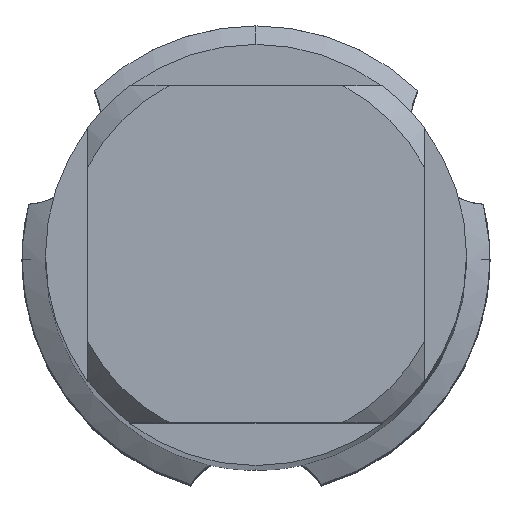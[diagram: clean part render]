
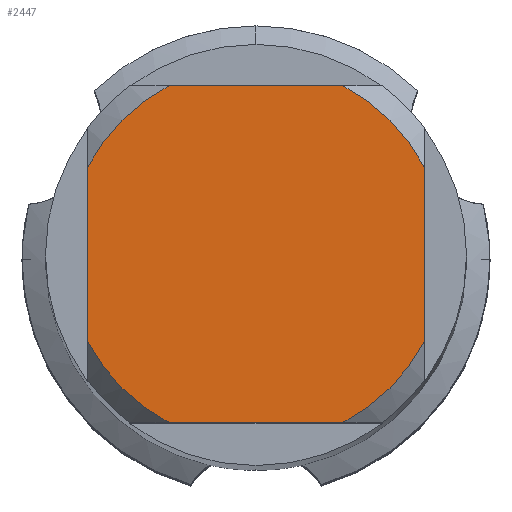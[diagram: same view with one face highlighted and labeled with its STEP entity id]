
A CAD part, top view. The second image highlights one B-rep face of the part: STEP entity #2447.
In plain terms, the highlighted planar face has unit normal (0, 0, 1).
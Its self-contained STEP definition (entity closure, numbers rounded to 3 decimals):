
#2397=VERTEX_POINT('',#6751);
#2447=ADVANCED_FACE('',(#6807),#6808,.T.);
#2541=VERTEX_POINT('',#6907);
#2897=EDGE_CURVE('',#6031,#4183,#7305,.T.);
#3507=EDGE_CURVE('',#5539,#2397,#7960,.T.);
#3539=VERTEX_POINT('',#7993);
#3671=VERTEX_POINT('',#8137);
#4087=EDGE_CURVE('',#2541,#4183,#8596,.T.);
#4183=VERTEX_POINT('',#8697);
#4765=EDGE_CURVE('',#6031,#3671,#9340,.T.);
#4947=EDGE_CURVE('',#5539,#3671,#9529,.T.);
#5045=EDGE_CURVE('',#5943,#2397,#9634,.T.);
#5539=VERTEX_POINT('',#10184);
#5637=EDGE_CURVE('',#5943,#3539,#10291,.T.);
#5943=VERTEX_POINT('',#10617);
#6031=VERTEX_POINT('',#10714);
#6463=EDGE_CURVE('',#2541,#3539,#11187,.T.);
#6751=CARTESIAN_POINT('',(-4.0,-2.062,0.0));
#6807=FACE_OUTER_BOUND('',#11997,.T.);
#6808=PLANE('',#11998);
#6907=CARTESIAN_POINT('',(2.062,4.0,0.0));
#7305=LINE('',#13138,#13139);
#7960=CIRCLE('',#14960,4.5);
#7993=CARTESIAN_POINT('',(-2.062,4.0,0.0));
#8137=CARTESIAN_POINT('',(2.062,-4.0,0.0));
#8596=CIRCLE('',#16839,4.5);
#8697=CARTESIAN_POINT('',(4.0,2.062,0.0));
#9340=CIRCLE('',#19021,4.5);
#9529=LINE('',#19594,#19595);
#9634=LINE('',#19904,#19905);
#10184=CARTESIAN_POINT('',(-2.062,-4.0,0.0));
#10291=CIRCLE('',#21605,4.5);
#10617=CARTESIAN_POINT('',(-4.0,2.062,0.0));
#10714=CARTESIAN_POINT('',(4.0,-2.062,0.0));
#11187=LINE('',#24179,#24180);
#11997=EDGE_LOOP('',(#24583,#24584,#24585,#24586,#24587,#24588,#24589,#24590));
#11998=AXIS2_PLACEMENT_3D('',#24591,#24592,#24593);
#13138=CARTESIAN_POINT('',(4.0,1.125,0.0));
#13139=VECTOR('',#25204,1.0);
#14960=AXIS2_PLACEMENT_3D('',#25801,#25802,#25803);
#16839=AXIS2_PLACEMENT_3D('',#26470,#26471,#26472);
#19021=AXIS2_PLACEMENT_3D('',#27574,#27575,#27576);
#19594=CARTESIAN_POINT('',(0.0,-4.0,0.0));
#19595=VECTOR('',#27715,1.0);
#19904=CARTESIAN_POINT('',(-4.0,1.125,0.0));
#19905=VECTOR('',#27819,1.0);
#21605=AXIS2_PLACEMENT_3D('',#28723,#28724,#28725);
#24179=CARTESIAN_POINT('',(0.0,4.0,0.0));
#24180=VECTOR('',#29629,1.0);
#24583=ORIENTED_EDGE('',*,*,#5045,.T.);
#24584=ORIENTED_EDGE('',*,*,#3507,.F.);
#24585=ORIENTED_EDGE('',*,*,#4947,.T.);
#24586=ORIENTED_EDGE('',*,*,#4765,.F.);
#24587=ORIENTED_EDGE('',*,*,#2897,.T.);
#24588=ORIENTED_EDGE('',*,*,#4087,.F.);
#24589=ORIENTED_EDGE('',*,*,#6463,.T.);
#24590=ORIENTED_EDGE('',*,*,#5637,.F.);
#24591=CARTESIAN_POINT('',(0.0,2.25,0.0));
#24592=DIRECTION('',(-0.0,0.0,1.0));
#24593=DIRECTION('',(0.0,-1.0,0.0));
#25204=DIRECTION('',(-0.0,1.0,0.0));
#25801=CARTESIAN_POINT('',(0.0,0.0,0.0));
#25802=DIRECTION('',(0.0,0.0,-1.0));
#25803=DIRECTION('',(0.0,1.0,0.0));
#26470=CARTESIAN_POINT('',(0.0,0.0,0.0));
#26471=DIRECTION('',(0.0,0.0,-1.0));
#26472=DIRECTION('',(0.0,1.0,0.0));
#27574=CARTESIAN_POINT('',(0.0,0.0,0.0));
#27575=DIRECTION('',(0.0,0.0,-1.0));
#27576=DIRECTION('',(0.0,1.0,0.0));
#27715=DIRECTION('',(1.0,0.0,0.0));
#27819=DIRECTION('',(-0.0,-1.0,0.0));
#28723=CARTESIAN_POINT('',(0.0,0.0,0.0));
#28724=DIRECTION('',(0.0,0.0,-1.0));
#28725=DIRECTION('',(0.0,1.0,0.0));
#29629=DIRECTION('',(-1.0,0.0,0.0));
